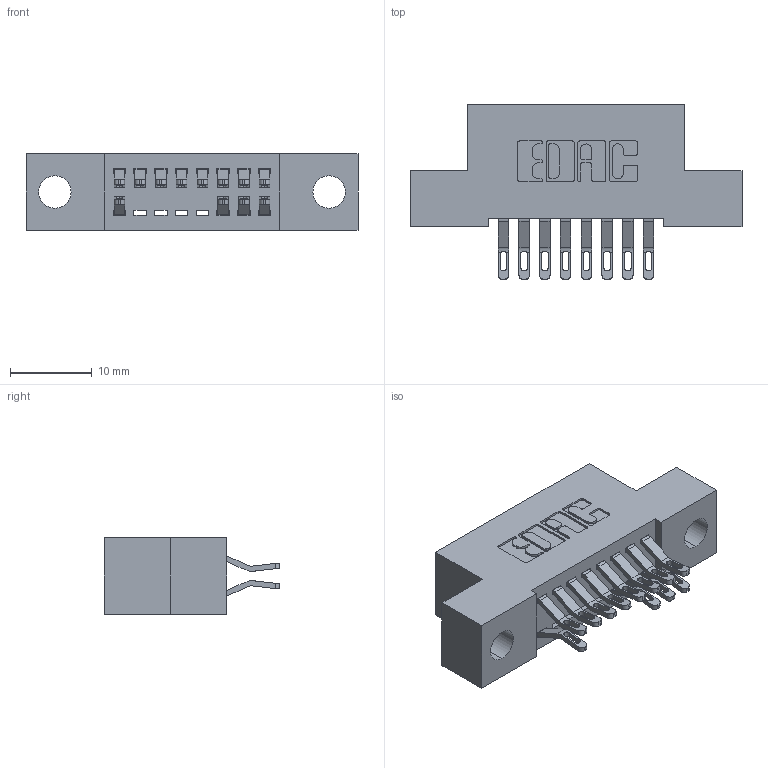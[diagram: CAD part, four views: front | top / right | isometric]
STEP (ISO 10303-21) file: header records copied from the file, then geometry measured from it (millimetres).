
FILE_DESCRIPTION (( 'STEP AP203' ), '1' );
FILE_NAME ('392-016-555-204.STEP', '2018-08-15T02:22:57', ( '' ), ( '' ), 'SwSTEP 2.0', 'SolidWorks 2016', '' );
FILE_SCHEMA (( 'CONFIG_CONTROL_DESIGN' ));
Length unit declared in the file: inch
Products named in the file (3): 342 Part_.156 TH; 345-292-001_555 Tail; 392-016-555-204
Assembly tree (13 placements, depth 2):
  392-016-555-204
    342 Part_.156 TH
    345-292-001_555 Tail  x12
Bounding box: 40.64 x 21.47 x 9.4 mm (x, y, z)
Volume: 3400.9 mm3; surface area: 4439.4 mm2
Topology: 13 solids, 13 shells, 830 faces, 2579 edges, 1718 vertices
Faces by surface type: plane 498, cylinder 332
Entity records: 9613 total; most frequent: CARTESIAN_POINT 1684, ORIENTED_EDGE 1594, DIRECTION 1465, EDGE_CURVE 797, VECTOR 649, LINE 649, VERTEX_POINT 530, AXIS2_PLACEMENT_3D 408
